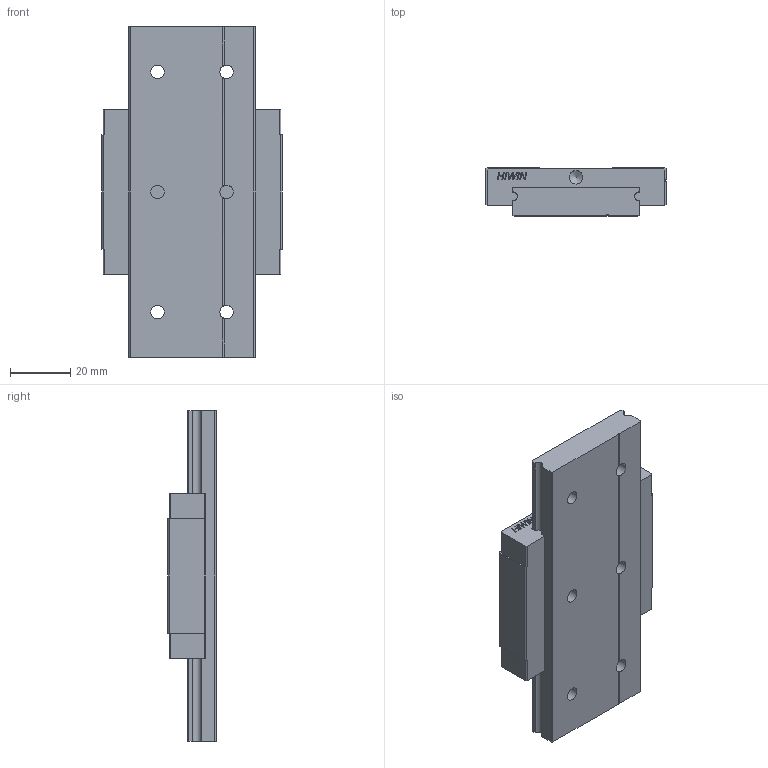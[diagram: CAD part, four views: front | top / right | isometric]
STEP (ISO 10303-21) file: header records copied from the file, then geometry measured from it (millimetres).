
FILE_DESCRIPTION(/* description */ (''),/* implementation_level */ '2;1');
FILE_NAME(/* name */ 'mgw15c',/* time_stamp */ '2006-08-24T09:16:04+08:00',/* author */ (''),/* organization */ (''),/* preprocessor_version */ 'ST-DEVELOPER v9',/* originating_system */ 'UGS - NX 4.0',/* authorisation */ '');
FILE_SCHEMA (('AUTOMOTIVE_DESIGN { 1 0 10303 214 1 1 1 1 }'));
Length unit declared in the file: millimetre
Products named in the file (1): sand94F7h944
Bounding box: 60 x 16 x 110 mm (x, y, z)
Volume: 67777 mm3; surface area: 23482.4 mm2
Topology: 2 solids, 2 shells, 232 faces, 645 edges, 431 vertices
Faces by surface type: plane 144, extrusion 55, cylinder 27, cone 6
Full cylindrical faces by diameter (mm): 4 x4, 4.5 x8, 8 x6
Entity records: 7962 total; most frequent: CARTESIAN_POINT 2638, ORIENTED_EDGE 1206, DIRECTION 795, EDGE_CURVE 603, VERTEX_POINT 419, VECTOR 337, B_SPLINE_CURVE_WITH_KNOTS 325, LINE 282
